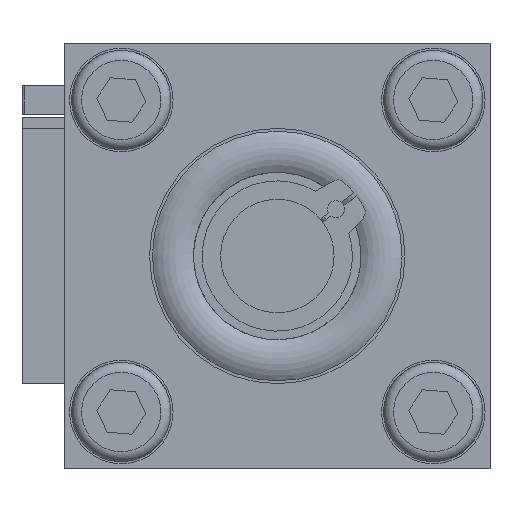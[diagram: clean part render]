
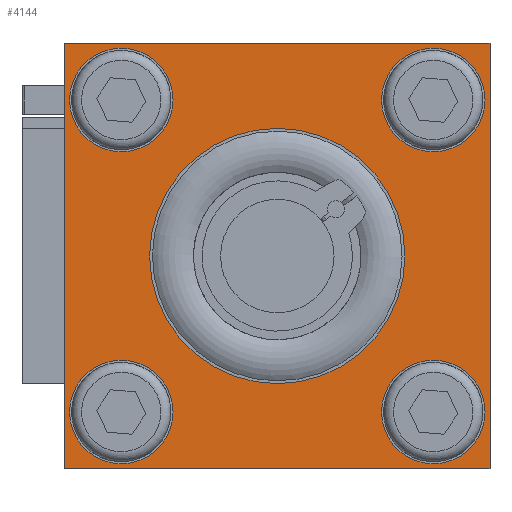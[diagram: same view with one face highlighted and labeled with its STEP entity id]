
A CAD part, front view. The second image highlights one B-rep face of the part: STEP entity #4144.
In plain terms, the highlighted planar face has unit normal (0, -1, 0).
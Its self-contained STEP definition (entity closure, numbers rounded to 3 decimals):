
#281=CIRCLE('',#4543,9.);
#282=CIRCLE('',#4545,3.65);
#283=CIRCLE('',#4546,3.65);
#284=CIRCLE('',#4547,3.65);
#285=CIRCLE('',#4548,3.65);
#901=ORIENTED_EDGE('',*,*,#1660,.T.);
#902=ORIENTED_EDGE('',*,*,#1661,.T.);
#903=ORIENTED_EDGE('',*,*,#1662,.T.);
#904=ORIENTED_EDGE('',*,*,#1663,.T.);
#905=ORIENTED_EDGE('',*,*,#1664,.F.);
#906=ORIENTED_EDGE('',*,*,#1665,.F.);
#907=ORIENTED_EDGE('',*,*,#1666,.F.);
#908=ORIENTED_EDGE('',*,*,#1667,.F.);
#909=ORIENTED_EDGE('',*,*,#1659,.T.);
#1659=EDGE_CURVE('',#2102,#2102,#281,.T.);
#1660=EDGE_CURVE('',#2103,#2103,#282,.T.);
#1661=EDGE_CURVE('',#2104,#2104,#283,.T.);
#1662=EDGE_CURVE('',#2105,#2105,#284,.T.);
#1663=EDGE_CURVE('',#2106,#2106,#285,.T.);
#1664=EDGE_CURVE('',#2107,#2108,#2433,.T.);
#1665=EDGE_CURVE('',#2109,#2107,#2434,.T.);
#1666=EDGE_CURVE('',#2110,#2109,#2435,.T.);
#1667=EDGE_CURVE('',#2108,#2110,#2436,.T.);
#2102=VERTEX_POINT('',#6996);
#2103=VERTEX_POINT('',#6999);
#2104=VERTEX_POINT('',#7001);
#2105=VERTEX_POINT('',#7003);
#2106=VERTEX_POINT('',#7005);
#2107=VERTEX_POINT('',#7007);
#2108=VERTEX_POINT('',#7008);
#2109=VERTEX_POINT('',#7010);
#2110=VERTEX_POINT('',#7012);
#2433=LINE('',#7006,#2709);
#2434=LINE('',#7009,#2710);
#2435=LINE('',#7011,#2711);
#2436=LINE('',#7013,#2712);
#2709=VECTOR('',#5452,1000.);
#2710=VECTOR('',#5453,1000.);
#2711=VECTOR('',#5454,1000.);
#2712=VECTOR('',#5455,1000.);
#3059=EDGE_LOOP('',(#901));
#3060=EDGE_LOOP('',(#902));
#3061=EDGE_LOOP('',(#903));
#3062=EDGE_LOOP('',(#904));
#3063=EDGE_LOOP('',(#905,#906,#907,#908));
#3064=EDGE_LOOP('',(#909));
#3515=FACE_BOUND('',#3059,.T.);
#3516=FACE_BOUND('',#3060,.T.);
#3517=FACE_BOUND('',#3061,.T.);
#3518=FACE_BOUND('',#3062,.T.);
#3519=FACE_BOUND('',#3063,.T.);
#3520=FACE_BOUND('',#3064,.T.);
#3825=PLANE('',#4544);
#4144=ADVANCED_FACE('',(#3515,#3516,#3517,#3518,#3519,#3520),#3825,.F.);
#4543=AXIS2_PLACEMENT_3D('',#6995,#5440,#5441);
#4544=AXIS2_PLACEMENT_3D('',#6997,#5442,#5443);
#4545=AXIS2_PLACEMENT_3D('',#6998,#5444,#5445);
#4546=AXIS2_PLACEMENT_3D('',#7000,#5446,#5447);
#4547=AXIS2_PLACEMENT_3D('',#7002,#5448,#5449);
#4548=AXIS2_PLACEMENT_3D('',#7004,#5450,#5451);
#5440=DIRECTION('',(0.,1.,0.));
#5441=DIRECTION('',(0.,0.,1.));
#5442=DIRECTION('',(0.,1.,0.));
#5443=DIRECTION('',(0.,0.,1.));
#5444=DIRECTION('',(0.,1.,0.));
#5445=DIRECTION('',(0.,0.,-1.));
#5446=DIRECTION('',(0.,1.,0.));
#5447=DIRECTION('',(0.,0.,-1.));
#5448=DIRECTION('',(0.,1.,0.));
#5449=DIRECTION('',(0.,0.,-1.));
#5450=DIRECTION('',(0.,1.,0.));
#5451=DIRECTION('',(0.,0.,-1.));
#5452=DIRECTION('',(0.,0.,1.));
#5453=DIRECTION('',(-1.,0.,0.));
#5454=DIRECTION('',(0.,0.,-1.));
#5455=DIRECTION('',(1.,0.,0.));
#6995=CARTESIAN_POINT('',(0.,-10.,0.));
#6996=CARTESIAN_POINT('',(0.,-10.,9.));
#6997=CARTESIAN_POINT('',(0.,-10.,0.));
#6998=CARTESIAN_POINT('',(-11.,-10.,-11.));
#6999=CARTESIAN_POINT('',(-11.,-10.,-14.65));
#7000=CARTESIAN_POINT('',(11.,-10.,-11.));
#7001=CARTESIAN_POINT('',(11.,-10.,-14.65));
#7002=CARTESIAN_POINT('',(11.,-10.,11.));
#7003=CARTESIAN_POINT('',(11.,-10.,7.35));
#7004=CARTESIAN_POINT('',(-11.,-10.,11.));
#7005=CARTESIAN_POINT('',(-11.,-10.,7.35));
#7006=CARTESIAN_POINT('',(-15.,-10.,-15.));
#7007=CARTESIAN_POINT('',(-15.,-10.,-15.));
#7008=CARTESIAN_POINT('',(-15.,-10.,15.));
#7009=CARTESIAN_POINT('',(15.,-10.,-15.));
#7010=CARTESIAN_POINT('',(15.,-10.,-15.));
#7011=CARTESIAN_POINT('',(15.,-10.,15.));
#7012=CARTESIAN_POINT('',(15.,-10.,15.));
#7013=CARTESIAN_POINT('',(-15.,-10.,15.));
